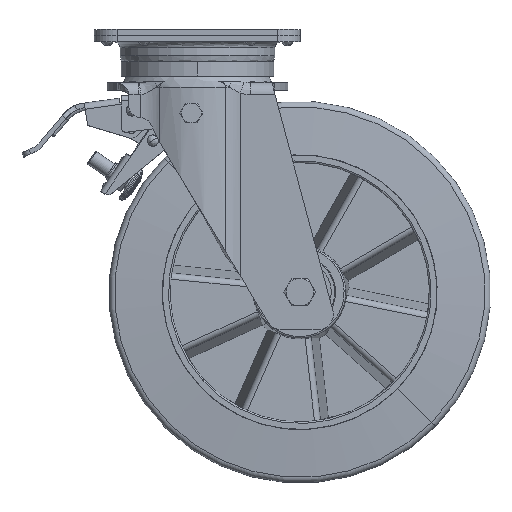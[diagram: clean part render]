
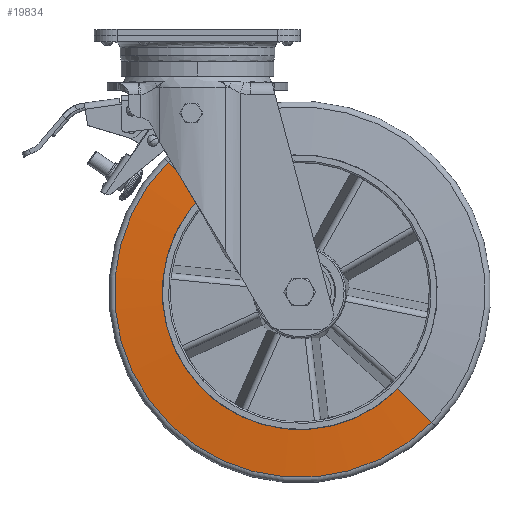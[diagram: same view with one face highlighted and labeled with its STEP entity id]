
A CAD part, top view. The second image highlights one B-rep face of the part: STEP entity #19834.
In plain terms, the highlighted conical face has half-angle 85.101 degrees and reference radius 90 mm.
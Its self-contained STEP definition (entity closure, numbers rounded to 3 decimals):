
#1966 = ORIENTED_EDGE ( 'NONE', *, *, #7220, .T. ) ;
#2229 = CARTESIAN_POINT ( 'NONE',  ( 148.623, -257.275, 22.314 ) ) ;
#5755 = CARTESIAN_POINT ( 'NONE',  ( 126.326, -235.249, 25. ) ) ;
#7220 = EDGE_CURVE ( 'NONE', #46866, #32519, #78543, .T. ) ;
#7669 = EDGE_LOOP ( 'NONE', ( #77757, #11639, #1966, #22246 ) ) ;
#10217 = AXIS2_PLACEMENT_3D ( 'NONE', #67538, #13052, #31311 ) ;
#11639 = ORIENTED_EDGE ( 'NONE', *, *, #74096, .T. ) ;
#13052 = DIRECTION ( 'NONE',  ( 0., 0., -1. ) ) ;
#13174 = VERTEX_POINT ( 'NONE', #5755 ) ;
#14038 = CARTESIAN_POINT ( 'NONE',  ( -24.026, -86.725, 22.314 ) ) ;
#14658 = CARTESIAN_POINT ( 'NONE',  ( 62.299, -172., 22.314 ) ) ;
#15649 = DIRECTION ( 'NONE',  ( 0.709, -0.7, -0.085 ) ) ;
#17656 = DIRECTION ( 'NONE',  ( 0., 0., 1. ) ) ;
#19834 = ADVANCED_FACE ( 'NONE', ( #42174 ), #59384, .T. ) ;
#22246 = ORIENTED_EDGE ( 'NONE', *, *, #22415, .F. ) ;
#22415 = EDGE_CURVE ( 'NONE', #13174, #32519, #78413, .T. ) ;
#23420 = CARTESIAN_POINT ( 'NONE',  ( -1.729, -108.751, 25. ) ) ;
#31311 = DIRECTION ( 'NONE',  ( 0.711, -0.703, 0. ) ) ;
#32152 = CIRCLE ( 'NONE', #78620, 90. ) ;
#32519 = VERTEX_POINT ( 'NONE', #2229 ) ;
#34169 = DIRECTION ( 'NONE',  ( -0.711, 0.703, 0. ) ) ;
#34363 = CARTESIAN_POINT ( 'NONE',  ( 126.326, -235.249, 25. ) ) ;
#34776 = AXIS2_PLACEMENT_3D ( 'NONE', #14658, #41626, #34169 ) ;
#37177 = EDGE_CURVE ( 'NONE', #39131, #13174, #32152, .T. ) ;
#39131 = VERTEX_POINT ( 'NONE', #23420 ) ;
#41626 = DIRECTION ( 'NONE',  ( 0., 0., 1. ) ) ;
#42174 = FACE_OUTER_BOUND ( 'NONE', #7669, .T. ) ;
#42577 = LINE ( 'NONE', #81618, #45304 ) ;
#43016 = DIRECTION ( 'NONE',  ( -0.711, 0.703, 0. ) ) ;
#43581 = VECTOR ( 'NONE', #15649, 1000. ) ;
#44233 = DIRECTION ( 'NONE',  ( -0.709, 0.7, -0.085 ) ) ;
#45304 = VECTOR ( 'NONE', #44233, 1000. ) ;
#46866 = VERTEX_POINT ( 'NONE', #14038 ) ;
#49751 = CARTESIAN_POINT ( 'NONE',  ( 62.299, -172., 25. ) ) ;
#59384 = CONICAL_SURFACE ( 'NONE', #10217, 90., 1.485 ) ;
#67538 = CARTESIAN_POINT ( 'NONE',  ( 62.299, -172., 25. ) ) ;
#74096 = EDGE_CURVE ( 'NONE', #39131, #46866, #42577, .T. ) ;
#77757 = ORIENTED_EDGE ( 'NONE', *, *, #37177, .F. ) ;
#78413 = LINE ( 'NONE', #34363, #43581 ) ;
#78543 = CIRCLE ( 'NONE', #34776, 121.342 ) ;
#78620 = AXIS2_PLACEMENT_3D ( 'NONE', #49751, #17656, #43016 ) ;
#81618 = CARTESIAN_POINT ( 'NONE',  ( -1.729, -108.751, 25. ) ) ;
